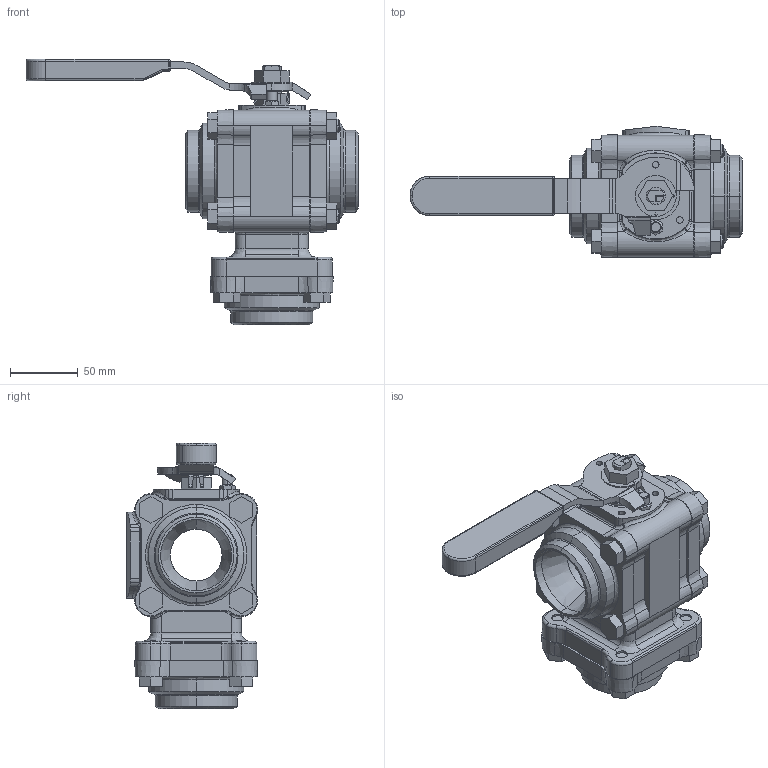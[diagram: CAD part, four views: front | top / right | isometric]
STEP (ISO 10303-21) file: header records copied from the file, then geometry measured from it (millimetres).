
FILE_DESCRIPTION((''),'2;1');
FILE_NAME('AT13 DN50 BWA 3D.stp','2011-05-16T13:48:20',(''),(''),'Mechanical Desktop 2006','Mechanical Desktop 2006',', , ');
FILE_SCHEMA(('CONFIG_CONTROL_DESIGN'));
Length unit declared in the file: millimetre
Products named in the file (13): AT13 DN50 BWA 3D; M10 X 25 HEX BOLT; M10 FULL HEX NUT; M10 X 90 HEX BOLT; FLOW INDICATOR; STOP PIN; WRENCH; SLEEVE; LOCKING CLIP; GLAND NUT; STEM; BWA; BODY
Assembly tree (24 placements, depth 2):
  AT13 DN50 BWA 3D
    M10 X 25 HEX BOLT  x4
    M10 FULL HEX NUT  x4
    M10 X 90 HEX BOLT  x4
    FLOW INDICATOR
    STOP PIN
    WRENCH
    SLEEVE
    LOCKING CLIP
    GLAND NUT  x2
    STEM
    BWA  x3
    BODY
Bounding box: 244.57 x 96.64 x 195.62 mm (x, y, z)
Volume: 918636.7 mm3; surface area: 209478 mm2
Topology: 24 solids, 24 shells, 797 faces, 2008 edges, 1275 vertices
Faces by surface type: cylinder 323, plane 296, cone 90, bspline 64, torus 18, sphere 6
Entity records: 23184 total; most frequent: CARTESIAN_POINT 8679, DIRECTION 3077, ORIENTED_EDGE 2956, EDGE_CURVE 1478, AXIS2_PLACEMENT_3D 1181, VERTEX_POINT 939, VECTOR 715, LINE 715
